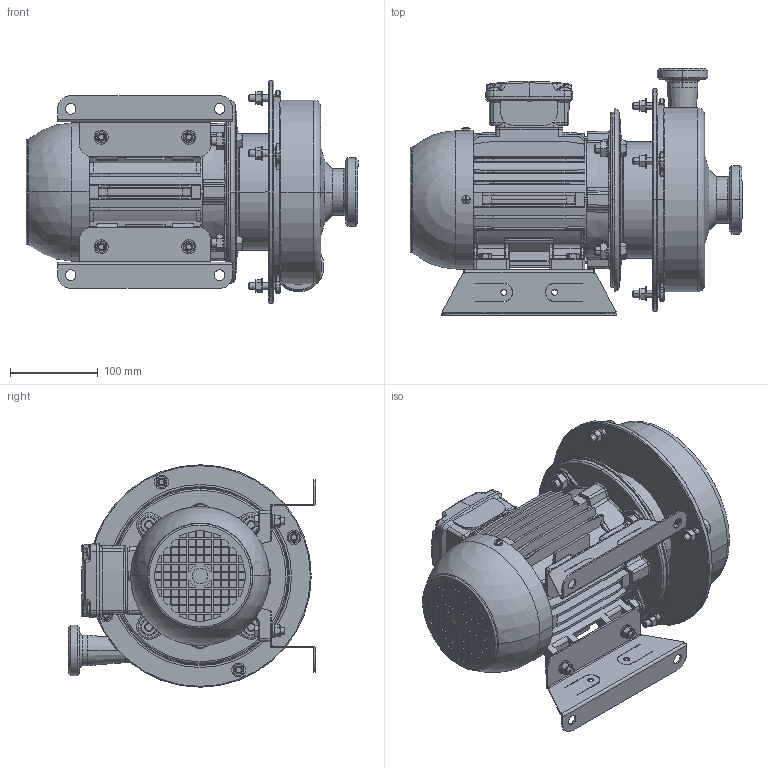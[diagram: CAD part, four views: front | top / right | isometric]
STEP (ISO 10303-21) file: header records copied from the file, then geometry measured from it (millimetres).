
FILE_DESCRIPTION (( 'STEP AP203' ), '1' );
FILE_NAME ('Ýëåêòðîíàñîñíûé àãðåãàò ÎÍÖ 6,3_30Ê5_2,2_2..step', '2016-09-12T08:00:31', ( '' ), ( '' ), 'SwSTEP 2.0', 'SolidWorks 2015', '' );
FILE_SCHEMA (( 'CONFIG_CONTROL_DESIGN' ));
Length unit declared in the file: millimetre
Products named in the file (16): Áîëò Ì8_2; Êàñòðþëÿ 6,3_30; ﾘ琺矜 ﾌ8; 砐鳱鍱 羼 50; Ãàéêà Ì8; Îòâîä 6,3_30; Áîëò Ì10; 砐鳱鍱 6,3_30; ﾘ琺矜; Ëàïà 1,5_2,2 êÂò.; Ãàéêà; Ýëåêòðîíàñîñíûé àãðåãàò ÎÍÖ 6,3_30Ê5_2,2_2.; 婜縺蹞 6,3_30; Ôëàíåö ôîíàðÿ 6,3_30; 80_TOP_FF; 扻錪犩 6,3_30
Assembly tree (46 placements, depth 2):
  Ýëåêòðîíàñîñíûé àãðåãàò ÎÍÖ 6,3_30Ê5_2,2_2.
    80_TOP_FF
    Áîëò Ì8_2  x8
    ﾘ琺矜 ﾌ8  x8
    Ãàéêà Ì8  x8
    Áîëò Ì10  x4
    ﾘ琺矜  x4
    Ãàéêà  x4
    婜縺蹞 6,3_30
    Ôëàíåö ôîíàðÿ 6,3_30
    扻錪犩 6,3_30
    Êàñòðþëÿ 6,3_30
    砐鳱鍱 羼 50
    Îòâîä 6,3_30
    砐鳱鍱 6,3_30
    Ëàïà 1,5_2,2 êÂò.  x2
Bounding box: 379.1 x 282.1 x 254 mm (x, y, z)
Volume: 5168054.9 mm3; surface area: 805606.3 mm2
Topology: 47 solids, 48 shells, 2730 faces, 6608 edges, 4129 vertices
Faces by surface type: plane 1320, cylinder 618, cone 473, torus 182, bspline 115, sphere 22
Entity records: 71831 total; most frequent: CARTESIAN_POINT 18796, ORIENTED_EDGE 10616, DIRECTION 10380, EDGE_CURVE 5308, AXIS2_PLACEMENT_3D 3631, VERTEX_POINT 3357, VECTOR 3118, LINE 3118
